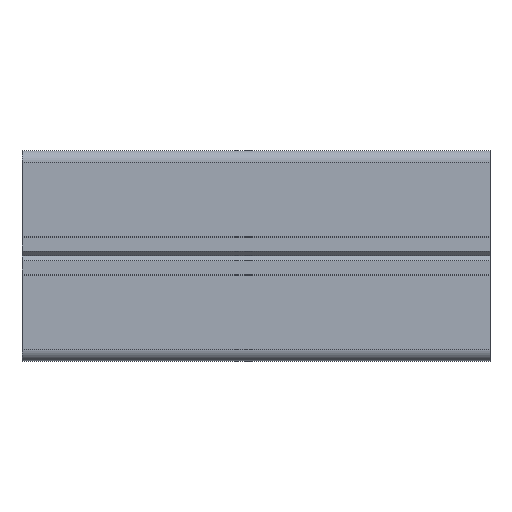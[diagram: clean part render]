
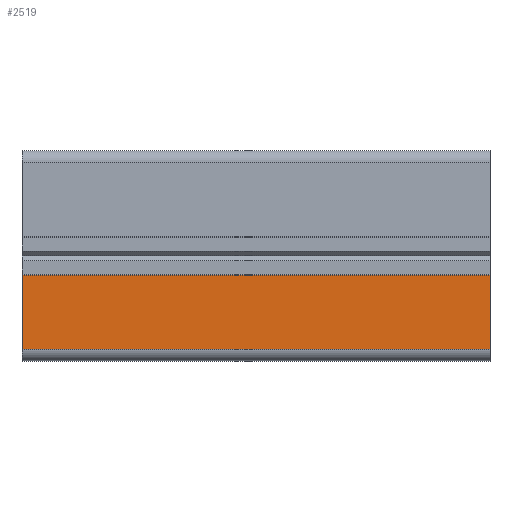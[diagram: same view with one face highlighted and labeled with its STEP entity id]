
A CAD part, top view. The second image highlights one B-rep face of the part: STEP entity #2519.
In plain terms, the highlighted planar face has unit normal (0, 0, 1).
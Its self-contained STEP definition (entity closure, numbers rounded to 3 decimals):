
#8 = LINE ( 'NONE', #615, #2353 ) ;
#45 = EDGE_CURVE ( 'NONE', #1736, #150, #8, .T. ) ;
#150 = VERTEX_POINT ( 'NONE', #3067 ) ;
#157 = CARTESIAN_POINT ( 'NONE',  ( 41.509, 53.397, 22.5 ) ) ;
#241 = LINE ( 'NONE', #322, #2151 ) ;
#322 = CARTESIAN_POINT ( 'NONE',  ( 41.509, 53.397, 22.5 ) ) ;
#381 = VECTOR ( 'NONE', #1242, 1000. ) ;
#475 = CARTESIAN_POINT ( 'NONE',  ( 41.509, 37.547, 22.5 ) ) ;
#492 = VECTOR ( 'NONE', #570, 1000. ) ;
#570 = DIRECTION ( 'NONE',  ( -1., 0., 0. ) ) ;
#581 = CARTESIAN_POINT ( 'NONE',  ( 41.509, 37.547, 22.5 ) ) ;
#612 = FACE_OUTER_BOUND ( 'NONE', #2277, .T. ) ;
#615 = CARTESIAN_POINT ( 'NONE',  ( -58.491, 37.547, 22.5 ) ) ;
#668 = LINE ( 'NONE', #581, #492 ) ;
#684 = VERTEX_POINT ( 'NONE', #157 ) ;
#1014 = CARTESIAN_POINT ( 'NONE',  ( 41.509, 37.547, 22.5 ) ) ;
#1139 = CARTESIAN_POINT ( 'NONE',  ( -58.491, 53.397, 22.5 ) ) ;
#1242 = DIRECTION ( 'NONE',  ( 0., -1., 0. ) ) ;
#1394 = AXIS2_PLACEMENT_3D ( 'NONE', #475, #2733, #2195 ) ;
#1444 = PLANE ( 'NONE',  #1394 ) ;
#1451 = ORIENTED_EDGE ( 'NONE', *, *, #45, .T. ) ;
#1736 = VERTEX_POINT ( 'NONE', #1139 ) ;
#1840 = LINE ( 'NONE', #1014, #381 ) ;
#2071 = DIRECTION ( 'NONE',  ( -1., 0., 0. ) ) ;
#2093 = EDGE_CURVE ( 'NONE', #684, #1736, #241, .T. ) ;
#2112 = EDGE_CURVE ( 'NONE', #2340, #150, #668, .T. ) ;
#2151 = VECTOR ( 'NONE', #2071, 1000. ) ;
#2195 = DIRECTION ( 'NONE',  ( -1., 0., 0. ) ) ;
#2277 = EDGE_LOOP ( 'NONE', ( #1451, #3084, #3223, #2751 ) ) ;
#2340 = VERTEX_POINT ( 'NONE', #3116 ) ;
#2353 = VECTOR ( 'NONE', #2851, 1000. ) ;
#2519 = ADVANCED_FACE ( 'NONE', ( #612 ), #1444, .F. ) ;
#2716 = EDGE_CURVE ( 'NONE', #684, #2340, #1840, .T. ) ;
#2733 = DIRECTION ( 'NONE',  ( 0., 0., -1. ) ) ;
#2751 = ORIENTED_EDGE ( 'NONE', *, *, #2093, .T. ) ;
#2851 = DIRECTION ( 'NONE',  ( 0., -1., 0. ) ) ;
#3067 = CARTESIAN_POINT ( 'NONE',  ( -58.491, 37.547, 22.5 ) ) ;
#3084 = ORIENTED_EDGE ( 'NONE', *, *, #2112, .F. ) ;
#3116 = CARTESIAN_POINT ( 'NONE',  ( 41.509, 37.547, 22.5 ) ) ;
#3223 = ORIENTED_EDGE ( 'NONE', *, *, #2716, .F. ) ;
